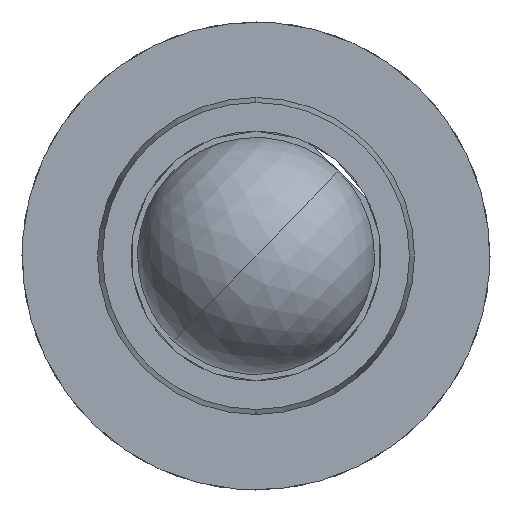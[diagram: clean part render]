
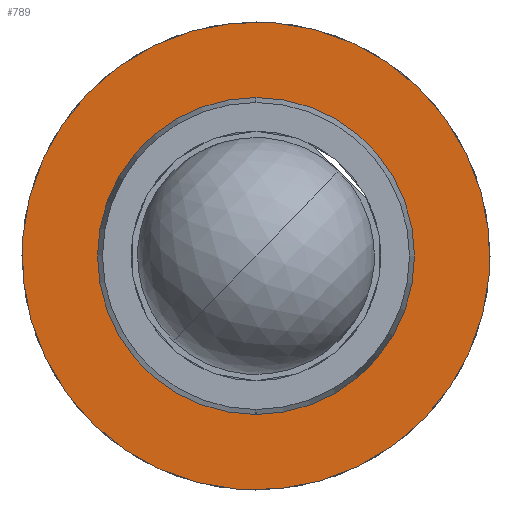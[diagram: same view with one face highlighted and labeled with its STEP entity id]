
A CAD part, left-side view. The second image highlights one B-rep face of the part: STEP entity #789.
In plain terms, the highlighted face is planar.
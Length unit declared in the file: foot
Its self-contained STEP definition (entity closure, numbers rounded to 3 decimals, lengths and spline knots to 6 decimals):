
#45 = AXIS2_PLACEMENT_3D ( 'NONE', #2361, #2748, #676 ) ;
#80 = CARTESIAN_POINT ( 'NONE',  ( 0., 0., 0.010417 ) ) ;
#88 = EDGE_CURVE ( 'NONE', #2074, #636, #924, .T. ) ;
#95 = AXIS2_PLACEMENT_3D ( 'NONE', #2298, #512, #1861 ) ;
#131 = DIRECTION ( 'NONE',  ( 0., 1., 0. ) ) ;
#166 = ORIENTED_EDGE ( 'NONE', *, *, #840, .T. ) ;
#167 = DIRECTION ( 'NONE',  ( 0., 0., 1. ) ) ;
#169 = EDGE_LOOP ( 'NONE', ( #166, #1581 ) ) ;
#176 = ORIENTED_EDGE ( 'NONE', *, *, #1448, .F. ) ;
#415 = AXIS2_PLACEMENT_3D ( 'NONE', #1622, #1299, #1232 ) ;
#512 = DIRECTION ( 'NONE',  ( 0., 1., 0. ) ) ;
#636 = VERTEX_POINT ( 'NONE', #2116 ) ;
#676 = DIRECTION ( 'NONE',  ( 0., 0., 1. ) ) ;
#725 = CARTESIAN_POINT ( 'NONE',  ( 0., 0., 0. ) ) ;
#730 = FACE_BOUND ( 'NONE', #169, .T. ) ;
#789 = ADVANCED_FACE ( 'NONE', ( #1138, #730 ), #1175, .F. ) ;
#804 = DIRECTION ( 'NONE',  ( 0., 0., 1. ) ) ;
#840 = EDGE_CURVE ( 'NONE', #1833, #1743, #1893, .T. ) ;
#924 = CIRCLE ( 'NONE', #2518, 0.015625 ) ;
#984 = CIRCLE ( 'NONE', #45, 0.015625 ) ;
#1051 = CARTESIAN_POINT ( 'NONE',  ( 0., 0., -0.015625 ) ) ;
#1138 = FACE_OUTER_BOUND ( 'NONE', #2495, .T. ) ;
#1175 = PLANE ( 'NONE',  #1814 ) ;
#1232 = DIRECTION ( 'NONE',  ( 0., 0., 1. ) ) ;
#1272 = EDGE_CURVE ( 'NONE', #1743, #1833, #2264, .T. ) ;
#1299 = DIRECTION ( 'NONE',  ( 0., 1., 0. ) ) ;
#1385 = CARTESIAN_POINT ( 'NONE',  ( 0., 0., -0.010417 ) ) ;
#1448 = EDGE_CURVE ( 'NONE', #636, #2074, #984, .T. ) ;
#1581 = ORIENTED_EDGE ( 'NONE', *, *, #1272, .T. ) ;
#1622 = CARTESIAN_POINT ( 'NONE',  ( 0., 0., 0. ) ) ;
#1743 = VERTEX_POINT ( 'NONE', #80 ) ;
#1801 = ORIENTED_EDGE ( 'NONE', *, *, #88, .F. ) ;
#1814 = AXIS2_PLACEMENT_3D ( 'NONE', #2695, #2660, #167 ) ;
#1833 = VERTEX_POINT ( 'NONE', #1385 ) ;
#1861 = DIRECTION ( 'NONE',  ( 0., 0., 1. ) ) ;
#1893 = CIRCLE ( 'NONE', #415, 0.010417 ) ;
#2074 = VERTEX_POINT ( 'NONE', #1051 ) ;
#2116 = CARTESIAN_POINT ( 'NONE',  ( 0., 0., 0.015625 ) ) ;
#2264 = CIRCLE ( 'NONE', #95, 0.010417 ) ;
#2298 = CARTESIAN_POINT ( 'NONE',  ( 0., 0., 0. ) ) ;
#2361 = CARTESIAN_POINT ( 'NONE',  ( 0., 0., 0. ) ) ;
#2495 = EDGE_LOOP ( 'NONE', ( #1801, #176 ) ) ;
#2518 = AXIS2_PLACEMENT_3D ( 'NONE', #725, #131, #804 ) ;
#2660 = DIRECTION ( 'NONE',  ( 0., 1., 0. ) ) ;
#2695 = CARTESIAN_POINT ( 'NONE',  ( 0., 0., 0. ) ) ;
#2748 = DIRECTION ( 'NONE',  ( 0., 1., 0. ) ) ;
